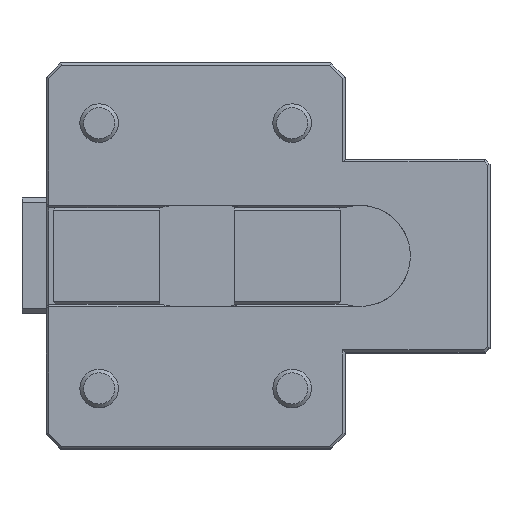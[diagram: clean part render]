
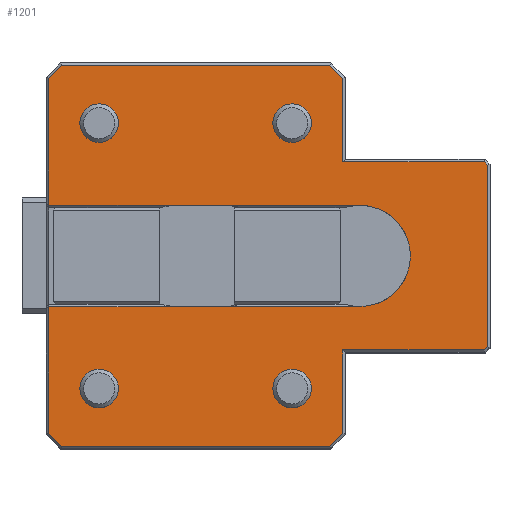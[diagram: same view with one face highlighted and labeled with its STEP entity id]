
A CAD part, top view. The second image highlights one B-rep face of the part: STEP entity #1201.
In plain terms, the highlighted planar face has unit normal (0, 0, 1).
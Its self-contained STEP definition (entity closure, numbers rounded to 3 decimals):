
#157=LINE('',#5531,#580);
#160=LINE('',#5542,#583);
#170=LINE('',#5566,#593);
#185=LINE('',#5603,#608);
#202=LINE('',#5640,#625);
#206=LINE('',#5648,#629);
#209=LINE('',#5653,#632);
#211=LINE('',#5657,#634);
#213=LINE('',#5661,#636);
#215=LINE('',#5665,#638);
#217=LINE('',#5669,#640);
#219=LINE('',#5673,#642);
#222=LINE('',#5679,#645);
#225=LINE('',#5684,#648);
#227=LINE('',#5688,#650);
#230=LINE('',#5694,#653);
#234=LINE('',#5703,#657);
#241=LINE('',#5717,#664);
#247=LINE('',#5727,#670);
#251=LINE('',#5733,#674);
#255=LINE('',#5740,#678);
#580=VECTOR('',#4254,1.);
#583=VECTOR('',#4263,1.);
#593=VECTOR('',#4285,1.);
#608=VECTOR('',#4324,1.);
#625=VECTOR('',#4357,1.);
#629=VECTOR('',#4363,1.);
#632=VECTOR('',#4368,1.);
#634=VECTOR('',#4372,1.);
#636=VECTOR('',#4376,1.);
#638=VECTOR('',#4380,1.);
#640=VECTOR('',#4384,1.);
#642=VECTOR('',#4388,1.);
#645=VECTOR('',#4393,1.);
#648=VECTOR('',#4398,1.);
#650=VECTOR('',#4402,1.);
#653=VECTOR('',#4407,1.);
#657=VECTOR('',#4413,1.);
#664=VECTOR('',#4424,1.);
#670=VECTOR('',#4438,1.);
#674=VECTOR('',#4444,1.);
#678=VECTOR('',#4454,1.);
#974=FACE_BOUND('',#1786,.T.);
#975=FACE_BOUND('',#1787,.T.);
#976=FACE_BOUND('',#1788,.T.);
#977=FACE_BOUND('',#1789,.T.);
#978=FACE_BOUND('',#1790,.T.);
#1201=ADVANCED_FACE('',(#974,#975,#976,#977,#978),#1381,.T.);
#1381=PLANE('',#4030);
#1786=EDGE_LOOP('',(#2793));
#1787=EDGE_LOOP('',(#2794));
#1788=EDGE_LOOP('',(#2795));
#1789=EDGE_LOOP('',(#2796,#2797,#2798,#2799,#2800,#2801,#2802,#2803,#2804,
#2805,#2806,#2807,#2808,#2809,#2810,#2811,#2812,#2813,#2814,#2815,#2816,
#2817));
#1790=EDGE_LOOP('',(#2818));
#2793=ORIENTED_EDGE('',*,*,#3666,.F.);
#2794=ORIENTED_EDGE('',*,*,#3667,.F.);
#2795=ORIENTED_EDGE('',*,*,#3175,.F.);
#2796=ORIENTED_EDGE('',*,*,#3397,.T.);
#2797=ORIENTED_EDGE('',*,*,#3383,.T.);
#2798=ORIENTED_EDGE('',*,*,#3376,.T.);
#2799=ORIENTED_EDGE('',*,*,#3393,.T.);
#2800=ORIENTED_EDGE('',*,*,#3372,.T.);
#2801=ORIENTED_EDGE('',*,*,#3369,.T.);
#2802=ORIENTED_EDGE('',*,*,#3367,.T.);
#2803=ORIENTED_EDGE('',*,*,#3364,.T.);
#2804=ORIENTED_EDGE('',*,*,#3361,.T.);
#2805=ORIENTED_EDGE('',*,*,#3359,.T.);
#2806=ORIENTED_EDGE('',*,*,#3357,.T.);
#2807=ORIENTED_EDGE('',*,*,#3355,.T.);
#2808=ORIENTED_EDGE('',*,*,#3353,.T.);
#2809=ORIENTED_EDGE('',*,*,#3351,.T.);
#2810=ORIENTED_EDGE('',*,*,#3348,.T.);
#2811=ORIENTED_EDGE('',*,*,#3389,.T.);
#2812=ORIENTED_EDGE('',*,*,#3344,.T.);
#2813=ORIENTED_EDGE('',*,*,#3304,.T.);
#2814=ORIENTED_EDGE('',*,*,#3292,.T.);
#2815=ORIENTED_EDGE('',*,*,#3315,.T.);
#2816=ORIENTED_EDGE('',*,*,#3287,.T.);
#2817=ORIENTED_EDGE('',*,*,#3325,.T.);
#2818=ORIENTED_EDGE('',*,*,#3668,.F.);
#2848=VERTEX_POINT('',#5297);
#2896=VERTEX_POINT('',#5418);
#2932=VERTEX_POINT('',#5524);
#2935=VERTEX_POINT('',#5530);
#2937=VERTEX_POINT('',#5535);
#2940=VERTEX_POINT('',#5541);
#2947=VERTEX_POINT('',#5561);
#2959=VERTEX_POINT('',#5604);
#2973=VERTEX_POINT('',#5647);
#2974=VERTEX_POINT('',#5649);
#2975=VERTEX_POINT('',#5654);
#2976=VERTEX_POINT('',#5658);
#2977=VERTEX_POINT('',#5662);
#2978=VERTEX_POINT('',#5666);
#2979=VERTEX_POINT('',#5670);
#2980=VERTEX_POINT('',#5674);
#2981=VERTEX_POINT('',#5678);
#2982=VERTEX_POINT('',#5682);
#2983=VERTEX_POINT('',#5687);
#2984=VERTEX_POINT('',#5691);
#2986=VERTEX_POINT('',#5697);
#2989=VERTEX_POINT('',#5702);
#2992=VERTEX_POINT('',#5712);
#3152=VERTEX_POINT('',#6289);
#3153=VERTEX_POINT('',#6291);
#3154=VERTEX_POINT('',#6293);
#3175=EDGE_CURVE('',#2848,#2848,#3676,.T.);
#3287=EDGE_CURVE('',#2932,#2935,#157,.T.);
#3292=EDGE_CURVE('',#2937,#2940,#160,.T.);
#3304=EDGE_CURVE('',#2947,#2937,#170,.T.);
#3315=EDGE_CURVE('',#2940,#2932,#3687,.T.);
#3325=EDGE_CURVE('',#2935,#2959,#185,.T.);
#3344=EDGE_CURVE('',#2896,#2947,#202,.T.);
#3348=EDGE_CURVE('',#2974,#2973,#206,.T.);
#3351=EDGE_CURVE('',#2975,#2974,#209,.T.);
#3353=EDGE_CURVE('',#2976,#2975,#211,.T.);
#3355=EDGE_CURVE('',#2977,#2976,#213,.T.);
#3357=EDGE_CURVE('',#2978,#2977,#215,.T.);
#3359=EDGE_CURVE('',#2979,#2978,#217,.T.);
#3361=EDGE_CURVE('',#2980,#2979,#219,.T.);
#3364=EDGE_CURVE('',#2981,#2980,#222,.T.);
#3367=EDGE_CURVE('',#2982,#2981,#225,.T.);
#3369=EDGE_CURVE('',#2983,#2982,#227,.T.);
#3372=EDGE_CURVE('',#2984,#2983,#230,.T.);
#3376=EDGE_CURVE('',#2986,#2989,#234,.T.);
#3383=EDGE_CURVE('',#2992,#2986,#241,.T.);
#3389=EDGE_CURVE('',#2973,#2896,#247,.T.);
#3393=EDGE_CURVE('',#2989,#2984,#251,.T.);
#3397=EDGE_CURVE('',#2959,#2992,#255,.T.);
#3666=EDGE_CURVE('',#3152,#3152,#3724,.T.);
#3667=EDGE_CURVE('',#3153,#3153,#3725,.T.);
#3668=EDGE_CURVE('',#3154,#3154,#3726,.T.);
#3676=CIRCLE('',#3770,4.);
#3687=CIRCLE('',#3829,10.5);
#3724=CIRCLE('',#4027,4.);
#3725=CIRCLE('',#4028,4.);
#3726=CIRCLE('',#4029,4.);
#3770=AXIS2_PLACEMENT_3D('',#5296,#4062,#4063);
#3829=AXIS2_PLACEMENT_3D('',#5586,#4304,#4305);
#4027=AXIS2_PLACEMENT_3D('',#6288,#4999,#5000);
#4028=AXIS2_PLACEMENT_3D('',#6290,#5001,#5002);
#4029=AXIS2_PLACEMENT_3D('',#6292,#5003,#5004);
#4030=AXIS2_PLACEMENT_3D('',#6294,#5005,#5006);
#4062=DIRECTION('',(0.,0.,1.));
#4063=DIRECTION('',(1.,0.,0.));
#4254=DIRECTION('',(-1.,0.,0.));
#4263=DIRECTION('',(1.,0.,0.));
#4285=DIRECTION('',(1.,0.,0.));
#4304=DIRECTION('',(0.,0.,-1.));
#4305=DIRECTION('',(-1.,0.,0.));
#4324=DIRECTION('',(-1.,0.,0.));
#4357=DIRECTION('',(1.,0.,0.));
#4363=DIRECTION('',(-0.707,-0.707,0.));
#4368=DIRECTION('',(-1.,0.,0.));
#4372=DIRECTION('',(-0.707,0.707,0.));
#4376=DIRECTION('',(0.,1.,0.));
#4380=DIRECTION('',(-1.,0.,0.));
#4384=DIRECTION('',(-0.707,0.707,0.));
#4388=DIRECTION('',(0.,1.,0.));
#4393=DIRECTION('',(0.707,0.707,0.));
#4398=DIRECTION('',(1.,0.,0.));
#4402=DIRECTION('',(0.,1.,0.));
#4407=DIRECTION('',(0.707,0.707,0.));
#4413=DIRECTION('',(0.707,-0.707,0.));
#4424=DIRECTION('',(0.,-1.,0.));
#4438=DIRECTION('',(0.,-1.,0.));
#4444=DIRECTION('',(1.,0.,0.));
#4454=DIRECTION('',(-1.,0.,0.));
#4999=DIRECTION('',(0.,0.,1.));
#5000=DIRECTION('',(1.,0.,0.));
#5001=DIRECTION('',(0.,0.,1.));
#5002=DIRECTION('',(1.,0.,0.));
#5003=DIRECTION('',(0.,0.,1.));
#5004=DIRECTION('',(1.,0.,0.));
#5005=DIRECTION('',(0.,0.,1.));
#5006=DIRECTION('',(1.,0.,0.));
#5296=CARTESIAN_POINT('',(51.,27.5,0.));
#5297=CARTESIAN_POINT('',(55.,27.5,0.));
#5418=CARTESIAN_POINT('',(0.5,10.5,0.));
#5524=CARTESIAN_POINT('',(65.,-10.5,0.));
#5530=CARTESIAN_POINT('',(37.,-10.5,0.));
#5531=CARTESIAN_POINT('',(92.,-10.5,0.));
#5535=CARTESIAN_POINT('',(37.,10.5,0.));
#5541=CARTESIAN_POINT('',(65.,10.5,0.));
#5542=CARTESIAN_POINT('',(92.,10.5,0.));
#5561=CARTESIAN_POINT('',(27.,10.5,0.));
#5566=CARTESIAN_POINT('',(27.,10.5,0.));
#5586=CARTESIAN_POINT('',(65.,0.,0.));
#5603=CARTESIAN_POINT('',(27.,-10.5,0.));
#5604=CARTESIAN_POINT('',(27.,-10.5,0.));
#5640=CARTESIAN_POINT('',(92.,10.5,0.));
#5647=CARTESIAN_POINT('',(0.5,36.793,0.));
#5648=CARTESIAN_POINT('',(47.854,84.146,0.));
#5649=CARTESIAN_POINT('',(3.207,39.5,0.));
#5653=CARTESIAN_POINT('',(3.,39.5,0.));
#5654=CARTESIAN_POINT('',(58.793,39.5,0.));
#5657=CARTESIAN_POINT('',(75.146,23.146,0.));
#5658=CARTESIAN_POINT('',(61.5,36.793,0.));
#5661=CARTESIAN_POINT('',(61.5,40.,0.));
#5662=CARTESIAN_POINT('',(61.5,19.5,0.));
#5665=CARTESIAN_POINT('',(92.,19.5,0.));
#5666=CARTESIAN_POINT('',(90.793,19.5,0.));
#5669=CARTESIAN_POINT('',(81.146,29.146,0.));
#5670=CARTESIAN_POINT('',(91.5,18.793,0.));
#5673=CARTESIAN_POINT('',(91.5,40.,0.));
#5674=CARTESIAN_POINT('',(91.5,-18.793,0.));
#5678=CARTESIAN_POINT('',(90.793,-19.5,0.));
#5679=CARTESIAN_POINT('',(121.146,10.854,0.));
#5682=CARTESIAN_POINT('',(61.5,-19.5,0.));
#5684=CARTESIAN_POINT('',(91.,-19.5,0.));
#5687=CARTESIAN_POINT('',(61.5,-36.793,0.));
#5688=CARTESIAN_POINT('',(61.5,-20.,0.));
#5691=CARTESIAN_POINT('',(58.793,-39.5,0.));
#5694=CARTESIAN_POINT('',(115.146,16.854,0.));
#5697=CARTESIAN_POINT('',(0.5,-36.793,0.));
#5702=CARTESIAN_POINT('',(3.207,-39.5,0.));
#5703=CARTESIAN_POINT('',(7.854,-44.146,0.));
#5712=CARTESIAN_POINT('',(0.5,-10.5,0.));
#5717=CARTESIAN_POINT('',(0.5,40.,0.));
#5727=CARTESIAN_POINT('',(0.5,40.,0.));
#5733=CARTESIAN_POINT('',(92.,-39.5,0.));
#5740=CARTESIAN_POINT('',(92.,-10.5,0.));
#6288=CARTESIAN_POINT('',(11.,-27.5,0.));
#6289=CARTESIAN_POINT('',(15.,-27.5,0.));
#6290=CARTESIAN_POINT('',(11.,27.5,0.));
#6291=CARTESIAN_POINT('',(15.,27.5,0.));
#6292=CARTESIAN_POINT('',(51.,-27.5,0.));
#6293=CARTESIAN_POINT('',(55.,-27.5,0.));
#6294=CARTESIAN_POINT('',(92.,40.,0.));
